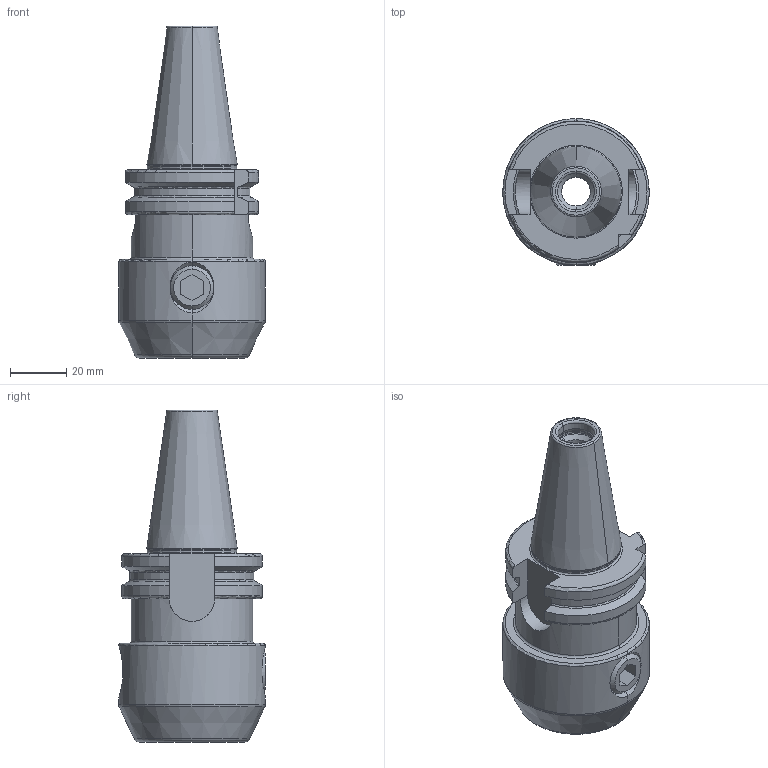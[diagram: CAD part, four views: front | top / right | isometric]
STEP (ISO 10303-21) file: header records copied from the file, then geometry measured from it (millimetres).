
FILE_DESCRIPTION((''),'2;1');
FILE_NAME('302_04_20','2020-07-07T',('104091'),(''),'CREO PARAMETRIC BY PTC INC, 2015290','CREO PARAMETRIC BY PTC INC, 2015290','');
FILE_SCHEMA(('CONFIG_CONTROL_DESIGN'));
Length unit declared in the file: millimetre
Products named in the file (1): 302_04_20
Bounding box: 52 x 52 x 117.8 mm (x, y, z)
Volume: 117966.6 mm3; surface area: 24355.4 mm2
Topology: 1 solids, 1 shells, 123 faces, 305 edges, 191 vertices
Faces by surface type: torus 36, cylinder 31, plane 28, cone 26, sphere 2
Entity records: 4047 total; most frequent: CARTESIAN_POINT 1086, DIRECTION 647, ORIENTED_EDGE 592, EDGE_CURVE 296, AXIS2_PLACEMENT_3D 267, VERTEX_POINT 181, CIRCLE 141, EDGE_LOOP 131
